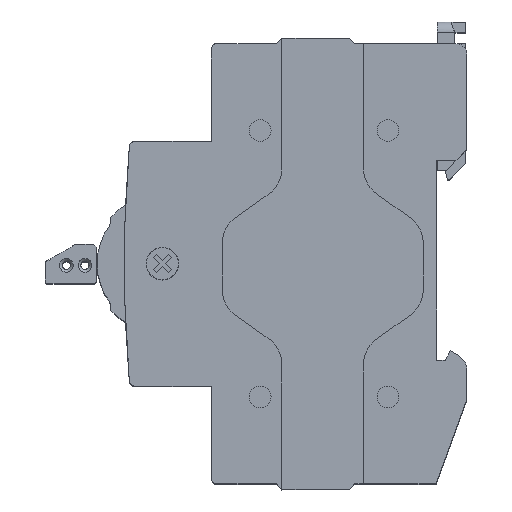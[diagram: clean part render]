
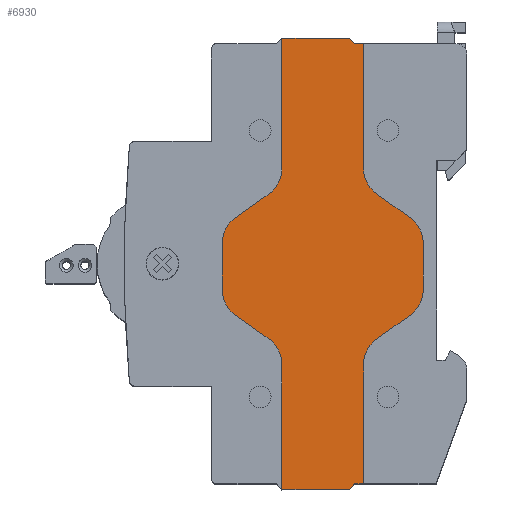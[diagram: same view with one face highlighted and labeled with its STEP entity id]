
A CAD part, top view. The second image highlights one B-rep face of the part: STEP entity #6930.
In plain terms, the highlighted planar face has unit normal (0, 0, 1).
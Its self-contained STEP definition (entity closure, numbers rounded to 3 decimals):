
#321=CIRCLE('',#7501,6.);
#322=CIRCLE('',#7504,6.);
#323=CIRCLE('',#7507,6.);
#324=CIRCLE('',#7510,6.);
#325=CIRCLE('',#7514,6.);
#326=CIRCLE('',#7517,6.);
#327=CIRCLE('',#7520,6.);
#328=CIRCLE('',#7523,6.);
#2037=ORIENTED_EDGE('',*,*,#2504,.F.);
#2038=ORIENTED_EDGE('',*,*,#3164,.F.);
#2039=ORIENTED_EDGE('',*,*,#3162,.F.);
#2040=ORIENTED_EDGE('',*,*,#3160,.F.);
#2041=ORIENTED_EDGE('',*,*,#3158,.F.);
#2042=ORIENTED_EDGE('',*,*,#3156,.F.);
#2043=ORIENTED_EDGE('',*,*,#3154,.F.);
#2044=ORIENTED_EDGE('',*,*,#3152,.F.);
#2045=ORIENTED_EDGE('',*,*,#3150,.F.);
#2046=ORIENTED_EDGE('',*,*,#3148,.F.);
#2047=ORIENTED_EDGE('',*,*,#2464,.F.);
#2048=ORIENTED_EDGE('',*,*,#2424,.F.);
#2049=ORIENTED_EDGE('',*,*,#2932,.F.);
#2050=ORIENTED_EDGE('',*,*,#3147,.F.);
#2051=ORIENTED_EDGE('',*,*,#3145,.F.);
#2052=ORIENTED_EDGE('',*,*,#3143,.F.);
#2053=ORIENTED_EDGE('',*,*,#3141,.F.);
#2054=ORIENTED_EDGE('',*,*,#3139,.F.);
#2055=ORIENTED_EDGE('',*,*,#3137,.F.);
#2056=ORIENTED_EDGE('',*,*,#3135,.F.);
#2057=ORIENTED_EDGE('',*,*,#3133,.F.);
#2058=ORIENTED_EDGE('',*,*,#3131,.F.);
#2059=ORIENTED_EDGE('',*,*,#2420,.F.);
#2060=ORIENTED_EDGE('',*,*,#2451,.F.);
#2420=EDGE_CURVE('',#3350,#3348,#4007,.T.);
#2424=EDGE_CURVE('',#3354,#3355,#4011,.T.);
#2451=EDGE_CURVE('',#3380,#3350,#4038,.T.);
#2464=EDGE_CURVE('',#3355,#3391,#4047,.T.);
#2504=EDGE_CURVE('',#3429,#3380,#4075,.T.);
#2932=EDGE_CURVE('',#3739,#3354,#4408,.T.);
#3131=EDGE_CURVE('',#3348,#3836,#4559,.T.);
#3133=EDGE_CURVE('',#3836,#3837,#321,.T.);
#3135=EDGE_CURVE('',#3837,#3838,#4562,.T.);
#3137=EDGE_CURVE('',#3838,#3839,#322,.T.);
#3139=EDGE_CURVE('',#3839,#3840,#4565,.T.);
#3141=EDGE_CURVE('',#3840,#3841,#323,.T.);
#3143=EDGE_CURVE('',#3841,#3842,#4568,.T.);
#3145=EDGE_CURVE('',#3842,#3843,#324,.T.);
#3147=EDGE_CURVE('',#3843,#3739,#4571,.T.);
#3148=EDGE_CURVE('',#3391,#3844,#4572,.T.);
#3150=EDGE_CURVE('',#3844,#3845,#325,.T.);
#3152=EDGE_CURVE('',#3845,#3846,#4575,.T.);
#3154=EDGE_CURVE('',#3846,#3847,#326,.T.);
#3156=EDGE_CURVE('',#3847,#3848,#4578,.T.);
#3158=EDGE_CURVE('',#3848,#3849,#327,.T.);
#3160=EDGE_CURVE('',#3849,#3850,#4581,.T.);
#3162=EDGE_CURVE('',#3850,#3851,#328,.T.);
#3164=EDGE_CURVE('',#3851,#3429,#4584,.T.);
#3348=VERTEX_POINT('',#9815);
#3350=VERTEX_POINT('',#9819);
#3354=VERTEX_POINT('',#9828);
#3355=VERTEX_POINT('',#9830);
#3380=VERTEX_POINT('',#9882);
#3391=VERTEX_POINT('',#9908);
#3429=VERTEX_POINT('',#9987);
#3739=VERTEX_POINT('',#10891);
#3836=VERTEX_POINT('',#11337);
#3837=VERTEX_POINT('',#11341);
#3838=VERTEX_POINT('',#11345);
#3839=VERTEX_POINT('',#11349);
#3840=VERTEX_POINT('',#11353);
#3841=VERTEX_POINT('',#11357);
#3842=VERTEX_POINT('',#11361);
#3843=VERTEX_POINT('',#11365);
#3844=VERTEX_POINT('',#11371);
#3845=VERTEX_POINT('',#11375);
#3846=VERTEX_POINT('',#11379);
#3847=VERTEX_POINT('',#11383);
#3848=VERTEX_POINT('',#11387);
#3849=VERTEX_POINT('',#11391);
#3850=VERTEX_POINT('',#11395);
#3851=VERTEX_POINT('',#11399);
#4007=LINE('',#9820,#4758);
#4011=LINE('',#9829,#4762);
#4038=LINE('',#9883,#4789);
#4047=LINE('',#9907,#4798);
#4075=LINE('',#9988,#4826);
#4408=LINE('',#10897,#5159);
#4559=LINE('',#11336,#5310);
#4562=LINE('',#11344,#5313);
#4565=LINE('',#11352,#5316);
#4568=LINE('',#11360,#5319);
#4571=LINE('',#11368,#5322);
#4572=LINE('',#11370,#5323);
#4575=LINE('',#11378,#5326);
#4578=LINE('',#11386,#5329);
#4581=LINE('',#11394,#5332);
#4584=LINE('',#11402,#5335);
#4758=VECTOR('',#7841,1000.);
#4762=VECTOR('',#7847,1000.);
#4789=VECTOR('',#7876,1000.);
#4798=VECTOR('',#7895,1000.);
#4826=VECTOR('',#7951,1000.);
#5159=VECTOR('',#8754,1000.);
#5310=VECTOR('',#9231,1000.);
#5313=VECTOR('',#9240,1000.);
#5316=VECTOR('',#9249,1000.);
#5319=VECTOR('',#9258,1000.);
#5322=VECTOR('',#9267,1000.);
#5323=VECTOR('',#9270,1000.);
#5326=VECTOR('',#9279,1000.);
#5329=VECTOR('',#9288,1000.);
#5332=VECTOR('',#9297,1000.);
#5335=VECTOR('',#9306,1000.);
#5798=EDGE_LOOP('',(#2037,#2038,#2039,#2040,#2041,#2042,#2043,#2044,#2045,
#2046,#2047,#2048,#2049,#2050,#2051,#2052,#2053,#2054,#2055,#2056,#2057,
#2058,#2059,#2060));
#6247=FACE_BOUND('',#5798,.T.);
#6558=PLANE('',#7525);
#6930=ADVANCED_FACE('',(#6247),#6558,.T.);
#7501=AXIS2_PLACEMENT_3D('',#11340,#9235,#9236);
#7504=AXIS2_PLACEMENT_3D('',#11348,#9244,#9245);
#7507=AXIS2_PLACEMENT_3D('',#11356,#9253,#9254);
#7510=AXIS2_PLACEMENT_3D('',#11364,#9262,#9263);
#7514=AXIS2_PLACEMENT_3D('',#11374,#9274,#9275);
#7517=AXIS2_PLACEMENT_3D('',#11382,#9283,#9284);
#7520=AXIS2_PLACEMENT_3D('',#11390,#9292,#9293);
#7523=AXIS2_PLACEMENT_3D('',#11398,#9301,#9302);
#7525=AXIS2_PLACEMENT_3D('',#11403,#9307,#9308);
#7841=DIRECTION('',(-1.,0.,0.));
#7847=DIRECTION('',(0.707,-0.707,0.));
#7876=DIRECTION('',(-0.707,-0.707,0.));
#7895=DIRECTION('',(1.,0.,0.));
#7951=DIRECTION('',(-1.,0.,0.));
#8754=DIRECTION('',(1.,0.,0.));
#9231=DIRECTION('',(0.,1.,0.));
#9235=DIRECTION('',(0.,0.,1.));
#9236=DIRECTION('',(0.,1.,0.));
#9240=DIRECTION('',(-0.819,0.574,0.));
#9244=DIRECTION('',(0.,0.,-1.));
#9245=DIRECTION('',(0.,1.,0.));
#9249=DIRECTION('',(0.,1.,0.));
#9253=DIRECTION('',(0.,0.,-1.));
#9254=DIRECTION('',(0.,1.,0.));
#9258=DIRECTION('',(0.819,0.574,0.));
#9262=DIRECTION('',(0.,0.,1.));
#9263=DIRECTION('',(0.,1.,0.));
#9267=DIRECTION('',(0.,1.,0.));
#9270=DIRECTION('',(0.,-1.,0.));
#9274=DIRECTION('',(0.,0.,1.));
#9275=DIRECTION('',(0.,1.,0.));
#9279=DIRECTION('',(0.819,-0.574,0.));
#9283=DIRECTION('',(0.,0.,-1.));
#9284=DIRECTION('',(0.,1.,0.));
#9288=DIRECTION('',(0.,-1.,0.));
#9292=DIRECTION('',(0.,0.,-1.));
#9293=DIRECTION('',(0.,1.,0.));
#9297=DIRECTION('',(-0.819,-0.574,0.));
#9301=DIRECTION('',(0.,0.,1.));
#9302=DIRECTION('',(0.,1.,0.));
#9306=DIRECTION('',(0.,-1.,0.));
#9307=DIRECTION('',(0.,0.,1.));
#9308=DIRECTION('',(1.,0.,0.));
#9815=CARTESIAN_POINT('',(0.,-41.5,26.7));
#9819=CARTESIAN_POINT('',(12.36,-41.5,26.7));
#9820=CARTESIAN_POINT('',(0.,-41.5,26.7));
#9828=CARTESIAN_POINT('',(12.36,41.5,26.7));
#9829=CARTESIAN_POINT('',(13.36,40.5,26.7));
#9830=CARTESIAN_POINT('',(13.36,40.5,26.7));
#9882=CARTESIAN_POINT('',(13.36,-40.5,26.7));
#9883=CARTESIAN_POINT('',(13.36,-40.5,26.7));
#9907=CARTESIAN_POINT('',(13.36,40.5,26.7));
#9908=CARTESIAN_POINT('',(15.,40.5,26.7));
#9987=CARTESIAN_POINT('',(15.,-40.5,26.7));
#9988=CARTESIAN_POINT('',(13.36,-40.5,26.7));
#10891=CARTESIAN_POINT('',(0.,41.5,26.7));
#10897=CARTESIAN_POINT('',(0.,41.5,26.7));
#11336=CARTESIAN_POINT('',(0.,-18.623,26.7));
#11337=CARTESIAN_POINT('',(0.,-18.623,26.7));
#11340=CARTESIAN_POINT('',(-6.,-18.623,26.7));
#11341=CARTESIAN_POINT('',(-2.559,-13.708,26.7));
#11344=CARTESIAN_POINT('',(-8.441,-9.589,26.7));
#11345=CARTESIAN_POINT('',(-8.441,-9.589,26.7));
#11348=CARTESIAN_POINT('',(-5.,-4.674,26.7));
#11349=CARTESIAN_POINT('',(-11.,-4.674,26.7));
#11352=CARTESIAN_POINT('',(-11.,3.674,26.7));
#11353=CARTESIAN_POINT('',(-11.,3.674,26.7));
#11356=CARTESIAN_POINT('',(-5.,3.674,26.7));
#11357=CARTESIAN_POINT('',(-8.441,8.589,26.7));
#11360=CARTESIAN_POINT('',(-8.441,8.589,26.7));
#11361=CARTESIAN_POINT('',(-2.559,12.708,26.7));
#11364=CARTESIAN_POINT('',(-6.,17.623,26.7));
#11365=CARTESIAN_POINT('',(0.,17.623,26.7));
#11368=CARTESIAN_POINT('',(0.,41.5,26.7));
#11370=CARTESIAN_POINT('',(15.,17.623,26.7));
#11371=CARTESIAN_POINT('',(15.,17.623,26.7));
#11374=CARTESIAN_POINT('',(21.,17.623,26.7));
#11375=CARTESIAN_POINT('',(17.559,12.708,26.7));
#11378=CARTESIAN_POINT('',(17.559,12.708,26.7));
#11379=CARTESIAN_POINT('',(23.441,8.589,26.7));
#11382=CARTESIAN_POINT('',(20.,3.674,26.7));
#11383=CARTESIAN_POINT('',(26.,3.674,26.7));
#11386=CARTESIAN_POINT('',(26.,-4.674,26.7));
#11387=CARTESIAN_POINT('',(26.,-4.674,26.7));
#11390=CARTESIAN_POINT('',(20.,-4.674,26.7));
#11391=CARTESIAN_POINT('',(23.441,-9.589,26.7));
#11394=CARTESIAN_POINT('',(17.559,-13.708,26.7));
#11395=CARTESIAN_POINT('',(17.559,-13.708,26.7));
#11398=CARTESIAN_POINT('',(21.,-18.623,26.7));
#11399=CARTESIAN_POINT('',(15.,-18.623,26.7));
#11402=CARTESIAN_POINT('',(15.,-40.5,26.7));
#11403=CARTESIAN_POINT('',(-6.,-18.623,26.7));
